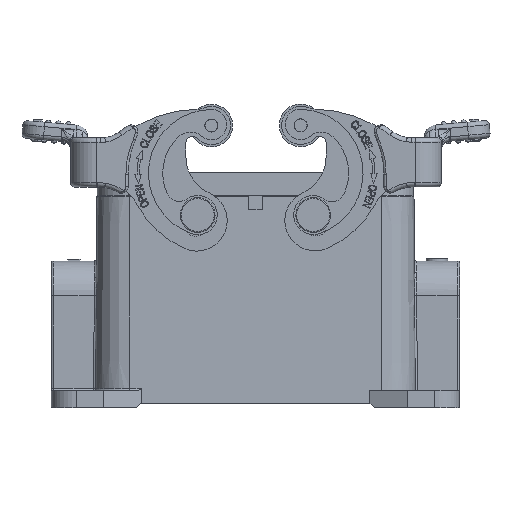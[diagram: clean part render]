
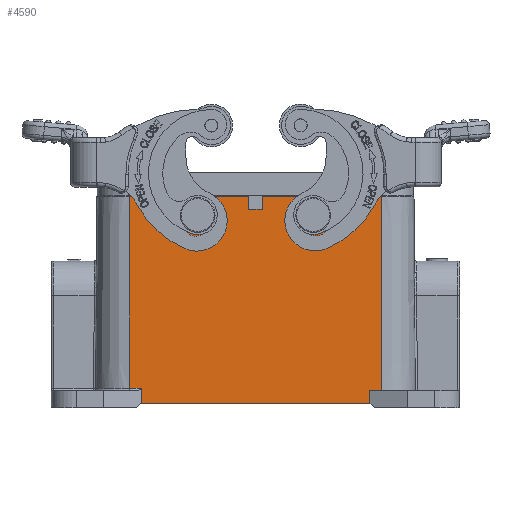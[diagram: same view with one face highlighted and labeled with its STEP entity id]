
A CAD part, front view. The second image highlights one B-rep face of the part: STEP entity #4590.
In plain terms, the highlighted face is planar.
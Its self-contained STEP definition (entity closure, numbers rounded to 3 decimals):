
#2852=ELLIPSE('',#21464,1.5,1.5);
#2853=ELLIPSE('',#21465,1.5,1.5);
#2929=FACE_BOUND('',#6933,.T.);
#2930=FACE_BOUND('',#6934,.T.);
#2931=FACE_BOUND('',#6935,.T.);
#3297=PLANE('',#21466);
#3849=B_SPLINE_CURVE_WITH_KNOTS('',3,(#29462,#29463,#29464,#29465),
 .UNSPECIFIED.,.F.,.F.,(4,4),(0.,1.),.UNSPECIFIED.);
#3854=B_SPLINE_CURVE_WITH_KNOTS('',3,(#29491,#29492,#29493,#29494),
 .UNSPECIFIED.,.F.,.F.,(4,4),(0.,1.),.UNSPECIFIED.);
#3859=B_SPLINE_CURVE_WITH_KNOTS('',3,(#29516,#29517,#29518,#29519),
 .UNSPECIFIED.,.F.,.F.,(4,4),(0.,1.),.UNSPECIFIED.);
#4590=ADVANCED_FACE('',(#2929,#2930,#2931),#3297,.T.);
#6933=EDGE_LOOP('',(#10015));
#6934=EDGE_LOOP('',(#10016));
#6935=EDGE_LOOP('',(#10017,#10018,#10019,#10020,#10021,#10022,#10023,#10024,
#10025,#10026,#10027,#10028));
#10015=ORIENTED_EDGE('',*,*,#16302,.T.);
#10016=ORIENTED_EDGE('',*,*,#16303,.T.);
#10017=ORIENTED_EDGE('',*,*,#16271,.T.);
#10018=ORIENTED_EDGE('',*,*,#16265,.F.);
#10019=ORIENTED_EDGE('',*,*,#16258,.T.);
#10020=ORIENTED_EDGE('',*,*,#16304,.F.);
#10021=ORIENTED_EDGE('',*,*,#16305,.T.);
#10022=ORIENTED_EDGE('',*,*,#16226,.T.);
#10023=ORIENTED_EDGE('',*,*,#16193,.T.);
#10024=ORIENTED_EDGE('',*,*,#16191,.F.);
#10025=ORIENTED_EDGE('',*,*,#16185,.T.);
#10026=ORIENTED_EDGE('',*,*,#16220,.T.);
#10027=ORIENTED_EDGE('',*,*,#15550,.T.);
#10028=ORIENTED_EDGE('',*,*,#16301,.T.);
#13812=VERTEX_POINT('',#27534);
#13816=VERTEX_POINT('',#27554);
#14230=VERTEX_POINT('',#29307);
#14231=VERTEX_POINT('',#29308);
#14235=VERTEX_POINT('',#29317);
#14237=VERTEX_POINT('',#29324);
#14256=VERTEX_POINT('',#29388);
#14280=VERTEX_POINT('',#29461);
#14281=VERTEX_POINT('',#29466);
#14286=VERTEX_POINT('',#29495);
#14289=VERTEX_POINT('',#29520);
#14304=VERTEX_POINT('',#29600);
#14305=VERTEX_POINT('',#29602);
#14306=VERTEX_POINT('',#29604);
#15550=EDGE_CURVE('',#13816,#13812,#18170,.T.);
#16185=EDGE_CURVE('',#14230,#14231,#18544,.T.);
#16191=EDGE_CURVE('',#14230,#14235,#18550,.T.);
#16193=EDGE_CURVE('',#14237,#14235,#18552,.T.);
#16220=EDGE_CURVE('',#14231,#13816,#18573,.T.);
#16226=EDGE_CURVE('',#14256,#14237,#18579,.T.);
#16258=EDGE_CURVE('',#14281,#14280,#3849,.T.);
#16265=EDGE_CURVE('',#14281,#14286,#3854,.T.);
#16271=EDGE_CURVE('',#14289,#14286,#3859,.T.);
#16301=EDGE_CURVE('',#13812,#14289,#18619,.T.);
#16302=EDGE_CURVE('',#14304,#14304,#2852,.T.);
#16303=EDGE_CURVE('',#14305,#14305,#2853,.T.);
#16304=EDGE_CURVE('',#14306,#14280,#18620,.T.);
#16305=EDGE_CURVE('',#14306,#14256,#18621,.T.);
#18170=LINE('',#27553,#19559);
#18544=LINE('',#29306,#19933);
#18550=LINE('',#29319,#19939);
#18552=LINE('',#29323,#19941);
#18573=LINE('',#29376,#19962);
#18579=LINE('',#29387,#19968);
#18619=LINE('',#29597,#20008);
#18620=LINE('',#29603,#20009);
#18621=LINE('',#29605,#20010);
#19559=VECTOR('',#22752,1.);
#19933=VECTOR('',#23892,1.);
#19939=VECTOR('',#23900,1.);
#19941=VECTOR('',#23904,1.);
#19962=VECTOR('',#23955,1.);
#19968=VECTOR('',#23967,1.);
#20008=VECTOR('',#24091,1.);
#20009=VECTOR('',#24098,1.);
#20010=VECTOR('',#24099,1.);
#21464=AXIS2_PLACEMENT_3D('',#29599,#24094,#24095);
#21465=AXIS2_PLACEMENT_3D('',#29601,#24096,#24097);
#21466=AXIS2_PLACEMENT_3D('',#29606,#24100,#24101);
#22752=DIRECTION('',(0.,-1.,0.009));
#23892=DIRECTION('',(0.,1.,-0.009));
#23900=DIRECTION('',(1.,0.,0.));
#23904=DIRECTION('',(0.,-1.,0.009));
#23955=DIRECTION('',(-1.,0.,0.));
#23967=DIRECTION('',(-1.,0.,0.));
#24091=DIRECTION('',(1.,0.,0.));
#24094=DIRECTION('',(0.,-0.009,-1.));
#24095=DIRECTION('',(0.,1.,-0.009));
#24096=DIRECTION('',(0.,-0.009,-1.));
#24097=DIRECTION('',(0.,1.,-0.009));
#24098=DIRECTION('',(-1.,0.,0.));
#24099=DIRECTION('',(0.,1.,-0.009));
#24100=DIRECTION('',(0.,0.009,1.));
#24101=DIRECTION('',(-1.,0.,0.));
#27534=CARTESIAN_POINT('',(-29.,4.496,21.886));
#27553=CARTESIAN_POINT('',(-29.,48.7,21.5));
#27554=CARTESIAN_POINT('',(-29.,48.7,21.5));
#29306=CARTESIAN_POINT('',(-1.6,45.7,21.526));
#29307=CARTESIAN_POINT('',(-1.6,45.7,21.526));
#29308=CARTESIAN_POINT('',(-1.6,48.7,21.5));
#29317=CARTESIAN_POINT('',(1.6,45.7,21.526));
#29319=CARTESIAN_POINT('',(-1.6,45.7,21.526));
#29323=CARTESIAN_POINT('',(1.6,48.7,21.5));
#29324=CARTESIAN_POINT('',(1.6,48.7,21.5));
#29376=CARTESIAN_POINT('',(-1.6,48.7,21.5));
#29387=CARTESIAN_POINT('',(29.,48.7,21.5));
#29388=CARTESIAN_POINT('',(29.,48.7,21.5));
#29461=CARTESIAN_POINT('',(26.297,4.,21.89));
#29462=CARTESIAN_POINT('',(26.352,1.,21.916));
#29463=CARTESIAN_POINT('',(26.334,2.,21.908));
#29464=CARTESIAN_POINT('',(26.315,3.,21.899));
#29465=CARTESIAN_POINT('',(26.297,4.,21.89));
#29466=CARTESIAN_POINT('',(26.352,1.,21.917));
#29491=CARTESIAN_POINT('',(26.352,1.,21.917));
#29492=CARTESIAN_POINT('',(8.784,1.,21.917));
#29493=CARTESIAN_POINT('',(-8.784,1.,21.917));
#29494=CARTESIAN_POINT('',(-26.352,1.,21.917));
#29495=CARTESIAN_POINT('',(-26.352,1.,21.917));
#29516=CARTESIAN_POINT('',(-26.288,4.496,21.886));
#29517=CARTESIAN_POINT('',(-26.309,3.33,21.896));
#29518=CARTESIAN_POINT('',(-26.331,2.165,21.906));
#29519=CARTESIAN_POINT('',(-26.352,1.,21.916));
#29520=CARTESIAN_POINT('',(-26.288,4.496,21.886));
#29597=CARTESIAN_POINT('',(-29.,4.496,21.886));
#29599=CARTESIAN_POINT('',(13.3,44.4,21.538));
#29600=CARTESIAN_POINT('',(13.3,45.9,21.524));
#29601=CARTESIAN_POINT('',(-13.3,44.4,21.538));
#29602=CARTESIAN_POINT('',(-13.3,45.9,21.524));
#29603=CARTESIAN_POINT('',(29.,4.,21.89));
#29604=CARTESIAN_POINT('',(29.,4.,21.89));
#29605=CARTESIAN_POINT('',(29.,4.,21.89));
#29606=CARTESIAN_POINT('',(-31.173,48.7,21.5));
